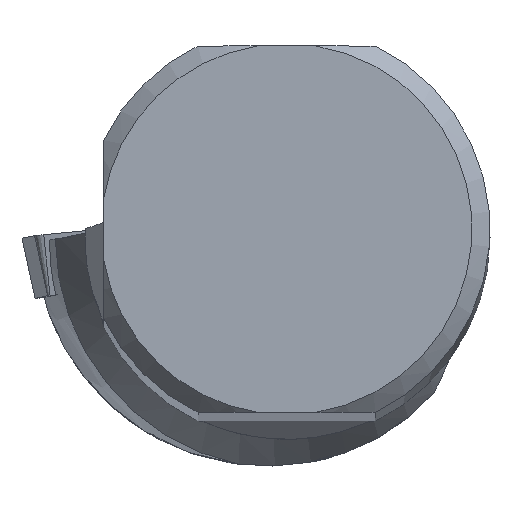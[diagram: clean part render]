
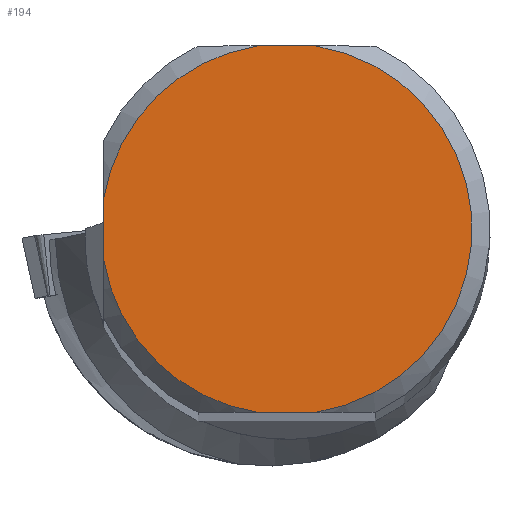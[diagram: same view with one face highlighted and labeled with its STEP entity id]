
A CAD part, top view. The second image highlights one B-rep face of the part: STEP entity #194.
In plain terms, the highlighted planar face has unit normal (0, 0, 1).
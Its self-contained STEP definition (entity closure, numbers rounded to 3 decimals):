
#152=FACE_OUTER_BOUND('',#374,.T.);
#194=ADVANCED_FACE('',(#152),#219,.T.);
#219=PLANE('',#995);
#259=LINE('',#1631,#303);
#260=LINE('',#1632,#304);
#261=LINE('',#1633,#305);
#303=VECTOR('',#1189,1.);
#304=VECTOR('',#1190,1.);
#305=VECTOR('',#1191,1.);
#374=EDGE_LOOP('',(#535,#536,#537,#538,#539,#540));
#535=ORIENTED_EDGE('',*,*,#784,.F.);
#536=ORIENTED_EDGE('',*,*,#771,.T.);
#537=ORIENTED_EDGE('',*,*,#785,.F.);
#538=ORIENTED_EDGE('',*,*,#782,.T.);
#539=ORIENTED_EDGE('',*,*,#786,.F.);
#540=ORIENTED_EDGE('',*,*,#773,.T.);
#675=VERTEX_POINT('',#1580);
#677=VERTEX_POINT('',#1587);
#678=VERTEX_POINT('',#1594);
#679=VERTEX_POINT('',#1596);
#683=VERTEX_POINT('',#1623);
#684=VERTEX_POINT('',#1625);
#771=EDGE_CURVE('',#675,#677,#828,.T.);
#773=EDGE_CURVE('',#679,#678,#829,.T.);
#782=EDGE_CURVE('',#684,#683,#832,.T.);
#784=EDGE_CURVE('',#675,#678,#259,.T.);
#785=EDGE_CURVE('',#684,#677,#260,.T.);
#786=EDGE_CURVE('',#679,#683,#261,.T.);
#828=CIRCLE('',#985,7.23);
#829=CIRCLE('',#987,7.23);
#832=CIRCLE('',#993,7.23);
#985=AXIS2_PLACEMENT_3D('',#1588,#1167,#1168);
#987=AXIS2_PLACEMENT_3D('',#1595,#1171,#1172);
#993=AXIS2_PLACEMENT_3D('',#1624,#1185,#1186);
#995=AXIS2_PLACEMENT_3D('',#1634,#1192,#1193);
#1167=DIRECTION('',(0.,0.,1.));
#1168=DIRECTION('',(1.,0.,0.));
#1171=DIRECTION('',(0.,0.,1.));
#1172=DIRECTION('',(1.,0.,0.));
#1185=DIRECTION('',(0.,0.,1.));
#1186=DIRECTION('',(1.,0.,0.));
#1189=DIRECTION('',(-1.,0.,0.));
#1190=DIRECTION('',(1.,0.,0.));
#1191=DIRECTION('',(0.,1.,0.));
#1192=DIRECTION('',(0.,0.,1.));
#1193=DIRECTION('',(1.,0.,0.));
#1580=CARTESIAN_POINT('',(1.137,-7.14,0.));
#1587=CARTESIAN_POINT('',(1.137,7.14,0.));
#1588=CARTESIAN_POINT('',(0.,0.,0.));
#1594=CARTESIAN_POINT('',(-1.137,-7.14,0.));
#1595=CARTESIAN_POINT('',(0.,0.,0.));
#1596=CARTESIAN_POINT('',(-7.13,-1.198,0.));
#1623=CARTESIAN_POINT('',(-7.13,1.198,0.));
#1624=CARTESIAN_POINT('',(0.,0.,0.));
#1625=CARTESIAN_POINT('',(-1.137,7.14,0.));
#1631=CARTESIAN_POINT('',(0.,-7.14,0.));
#1632=CARTESIAN_POINT('',(0.,7.14,0.));
#1633=CARTESIAN_POINT('',(-7.13,0.,0.));
#1634=CARTESIAN_POINT('',(0.,0.,
0.));
